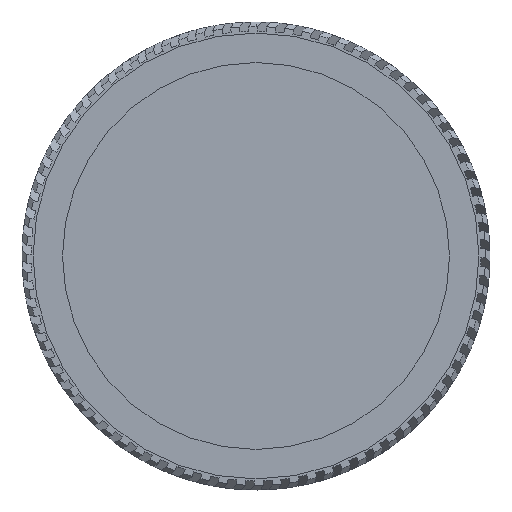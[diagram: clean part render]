
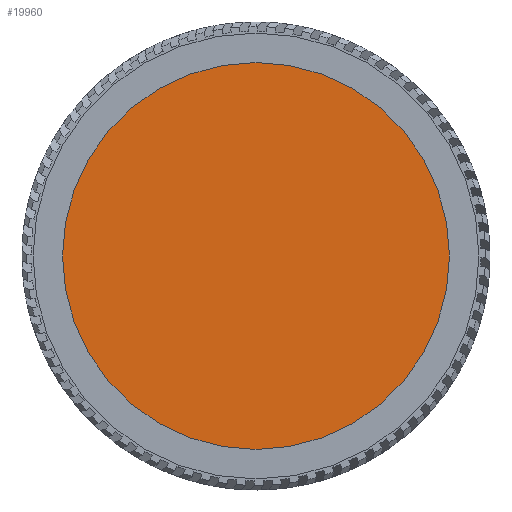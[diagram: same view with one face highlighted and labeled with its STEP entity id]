
A CAD part, front view. The second image highlights one B-rep face of the part: STEP entity #19960.
In plain terms, the highlighted planar face has unit normal (0, -1, 0).
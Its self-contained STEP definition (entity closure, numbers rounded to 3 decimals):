
#865 = VERTEX_POINT ( 'NONE', #14049 ) ;
#1387 = ORIENTED_EDGE ( 'NONE', *, *, #8918, .F. ) ;
#2820 = DIRECTION ( 'NONE',  ( 0., 0., 1. ) ) ;
#3402 = CIRCLE ( 'NONE', #11601, 21. ) ;
#4520 = CARTESIAN_POINT ( 'NONE',  ( 0., 18.871, -21. ) ) ;
#6953 = CARTESIAN_POINT ( 'NONE',  ( 0., 18.871, 0. ) ) ;
#7063 = FACE_OUTER_BOUND ( 'NONE', #9924, .T. ) ;
#8918 = EDGE_CURVE ( 'NONE', #9760, #865, #3402, .T. ) ;
#8935 = CARTESIAN_POINT ( 'NONE',  ( 0., 18.871, 0. ) ) ;
#9760 = VERTEX_POINT ( 'NONE', #4520 ) ;
#9924 = EDGE_LOOP ( 'NONE', ( #18827, #1387 ) ) ;
#10243 = AXIS2_PLACEMENT_3D ( 'NONE', #6953, #14781, #19224 ) ;
#10843 = AXIS2_PLACEMENT_3D ( 'NONE', #15697, #18748, #14251 ) ;
#11345 = PLANE ( 'NONE',  #10243 ) ;
#11601 = AXIS2_PLACEMENT_3D ( 'NONE', #8935, #19889, #2820 ) ;
#13501 = CIRCLE ( 'NONE', #10843, 21. ) ;
#14049 = CARTESIAN_POINT ( 'NONE',  ( 0., 18.871, 21. ) ) ;
#14251 = DIRECTION ( 'NONE',  ( 0., 0., 1. ) ) ;
#14781 = DIRECTION ( 'NONE',  ( 0., 1., 0. ) ) ;
#15697 = CARTESIAN_POINT ( 'NONE',  ( 0., 18.871, 0. ) ) ;
#16623 = EDGE_CURVE ( 'NONE', #865, #9760, #13501, .T. ) ;
#18748 = DIRECTION ( 'NONE',  ( 0., 1., 0. ) ) ;
#18827 = ORIENTED_EDGE ( 'NONE', *, *, #16623, .F. ) ;
#19224 = DIRECTION ( 'NONE',  ( 0., 0., 1. ) ) ;
#19889 = DIRECTION ( 'NONE',  ( 0., 1., 0. ) ) ;
#19960 = ADVANCED_FACE ( 'NONE', ( #7063 ), #11345, .F. ) ;
